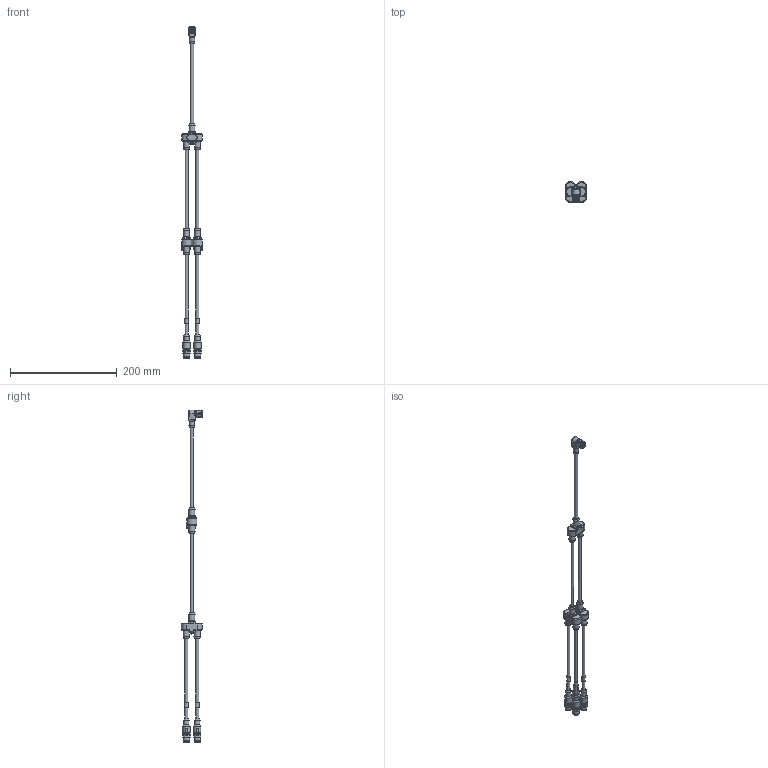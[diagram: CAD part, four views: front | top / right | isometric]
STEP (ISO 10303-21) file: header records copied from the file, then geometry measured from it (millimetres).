
FILE_DESCRIPTION(/* description */ ('STEP AP214'),/* implementation_level */ '2;1');
FILE_NAME(/* name */ '4787544_NEFV-V12-M12W8-0_6-M12QG5',/* time_stamp */ '2024-09-12T22:22:50+02:00',/* author */ ('License CC BY-ND 4.0'),/* organization */ ('CADENAS'),/* preprocessor_version */ 'ST-DEVELOPER v19.3',/* originating_system */ 'PARTsolutions',/* authorisation */ ' ');
FILE_SCHEMA (('AUTOMOTIVE_DESIGN {1 0 10303 214 3 1 1}'));
Length unit declared in the file: millimetre
Products named in the file (1): 4787544 NEFV-V12-M12W8-0.6-M12QG5
Bounding box: 39.3 x 39.5 x 623.5 mm (x, y, z)
Volume: 94764.4 mm3; surface area: 45594.5 mm2
Topology: 1 solids, 1 shells, 959 faces, 2293 edges, 1425 vertices
Faces by surface type: plane 582, cylinder 201, cone 152, torus 24
Full cylindrical faces by diameter (mm): 0.92 x8, 1 x18, 3.2 x3, 5.6 x10, 6.3 x1, 6.7 x4, 9.22 x4, 9.6 x5, 9.9 x2, 10.5 x4, 10.7 x4, 11 x10, 12 x4, 12.9 x1, 13.8 x4
Entity records: 34079 total; most frequent: CARTESIAN_POINT 6431, ORIENTED_EDGE 4318, DIRECTION 4098, EDGE_CURVE 2159, AXIS2_PLACEMENT_3D 1590, VERTEX_POINT 1406, EDGE_LOOP 1169, FACE_BOUND 1169
